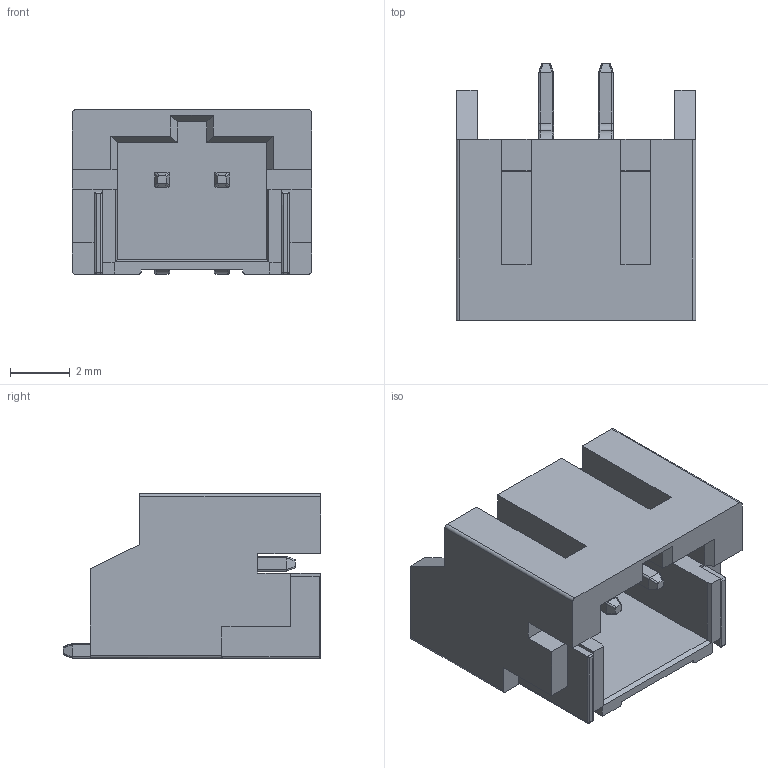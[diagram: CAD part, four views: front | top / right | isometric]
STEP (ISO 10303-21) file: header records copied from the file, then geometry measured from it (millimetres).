
FILE_DESCRIPTION (( 'STEP AP214' ), '1' );
FILE_NAME ('User Library-PH2.0-2PWB.STEP', '2025-05-28T03:19:56', ( '' ), ( '' ), 'SwSTEP 2.0', 'SolidWorks 2022', '' );
FILE_SCHEMA (( 'AUTOMOTIVE_DESIGN' ));
Length unit declared in the file: millimetre
Products named in the file (10): PH2_0_SMD-W-2P-3076_AF0_ASM.STP; PH2.0_SMD-W-2P.STP; PH2_0_SMD-W-2P-7481_AF0_ASM.STP; Designator13.STP; 300.STP; PH2_0_SMD-W_00.STP; 1_A.STP; User Library-PH2.0-2PWB; 200.STP; PH2.0-2PWB.STP
Assembly tree (10 placements, depth 7):
  User Library-PH2.0-2PWB
    PH2.0-2PWB.STP
      Designator13.STP
        PH2.0_SMD-W-2P.STP
          PH2_0_SMD-W-2P-7481_AF0_ASM.STP
            PH2_0_SMD-W-2P-3076_AF0_ASM.STP
              1_A.STP
              200.STP
              300.STP
            PH2_0_SMD-W_00.STP  x2
Bounding box: 8 x 8.6 x 5.5 mm (x, y, z)
Volume: 144.9 mm3; surface area: 458.2 mm2
Topology: 5 solids, 5 shells, 587 faces, 1545 edges, 996 vertices
Faces by surface type: plane 422, bspline 87, cylinder 78
Entity records: 17048 total; most frequent: CARTESIAN_POINT 5415, ORIENTED_EDGE 2780, EDGE_CURVE 1390, B_SPLINE_CURVE_WITH_KNOTS 1330, DIRECTION 930, VERTEX_POINT 906, EDGE_LOOP 560, ADVANCED_FACE 524
